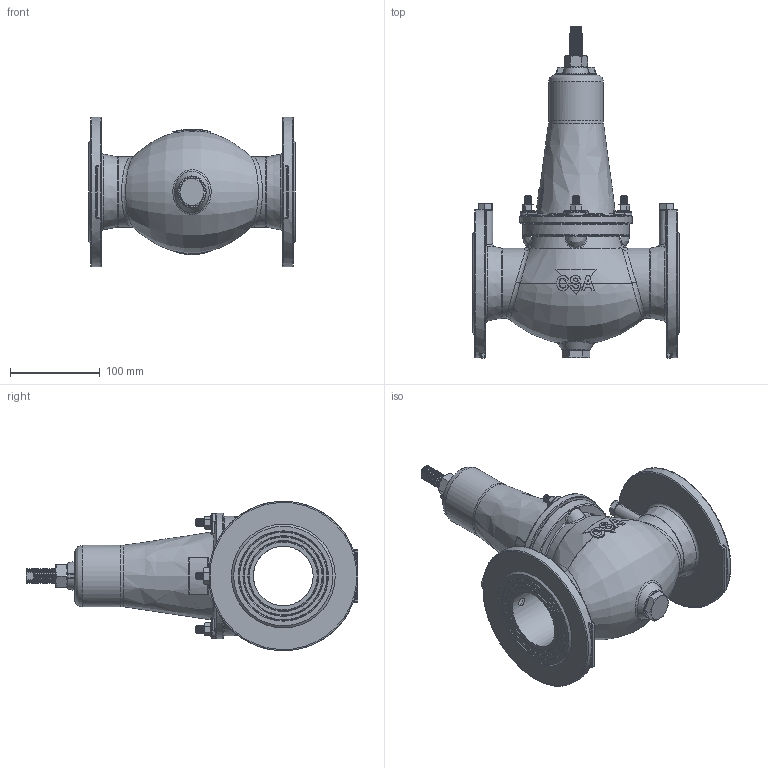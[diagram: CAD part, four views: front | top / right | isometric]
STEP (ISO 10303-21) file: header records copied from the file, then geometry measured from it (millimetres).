
FILE_DESCRIPTION (( 'STEP AP214' ), '1' );
FILE_NAME ('surfaces VRCD DN50 approximate.STEP', '2017-04-27T08:10:46', ( '' ), ( '' ), 'SwSTEP 2.0', 'SolidWorks 2017', '' );
FILE_SCHEMA (( 'AUTOMOTIVE_DESIGN' ));
Length unit declared in the file: millimetre
Products named in the file (2): surfaces VRCD DN50 approximate
Bounding box: 229.99 x 368.94 x 165.96 mm (x, y, z)
Surface area: 230837.5 mm2 (no closed solid volume)
Topology: 0 solids, 37 shells, 687 faces, 1826 edges, 1077 vertices
Faces by surface type: bspline 525, plane 121, cylinder 25, cone 16
Full cylindrical faces by diameter (mm): 66.4 x1, 78.02 x2
Entity records: 52200 total; most frequent: CARTESIAN_POINT 34107, ORIENTED_EDGE 2867, EDGE_CURVE 1634, VERTEX_POINT 1056, EDGE_LOOP 866, FACE_OUTER_BOUND 815, B_SPLINE_CURVE_WITH_KNOTS 760, DIRECTION 717
